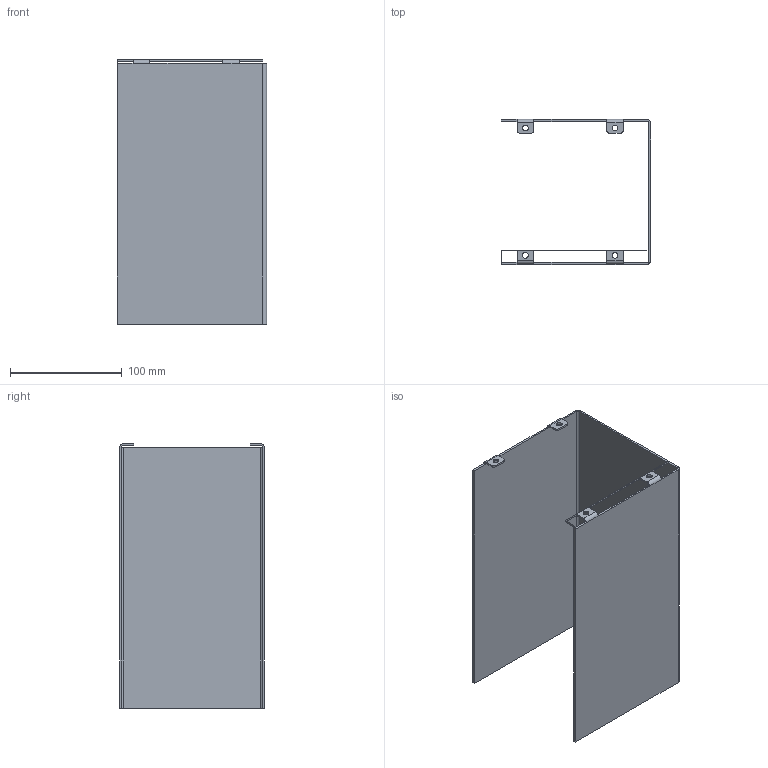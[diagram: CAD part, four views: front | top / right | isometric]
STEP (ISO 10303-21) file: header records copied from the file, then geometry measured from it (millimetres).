
FILE_DESCRIPTION(/* description */ (''),/* implementation_level */ '2;1');
FILE_NAME(/* name */ 'CPU Duct V1.step',/* time_stamp */ '2018-10-31T19:24:14-06:00',/* author */ (''),/* organization */ (''),/* preprocessor_version */ 'ST-DEVELOPER v17.2',/* originating_system */ 'Autodesk Translation Framework v7.6.0.251',/* authorisation */ '');
FILE_SCHEMA (('AUTOMOTIVE_DESIGN { 1 0 10303 214 3 1 1 }'));
Length unit declared in the file: millimetre
Products named in the file (1): CPU Duct
Bounding box: 133.2 x 129.4 x 236 mm (x, y, z)
Volume: 146579.9 mm3; surface area: 185843 mm2
Topology: 1 solids, 1 shells, 63 faces, 169 edges, 104 vertices
Faces by surface type: plane 41, cylinder 22
Full cylindrical faces by diameter (mm): 5.1 x4
Entity records: 2007 total; most frequent: DIRECTION 345, ORIENTED_EDGE 338, CARTESIAN_POINT 337, EDGE_CURVE 169, LINE 121, VECTOR 121, AXIS2_PLACEMENT_3D 112, VERTEX_POINT 104
